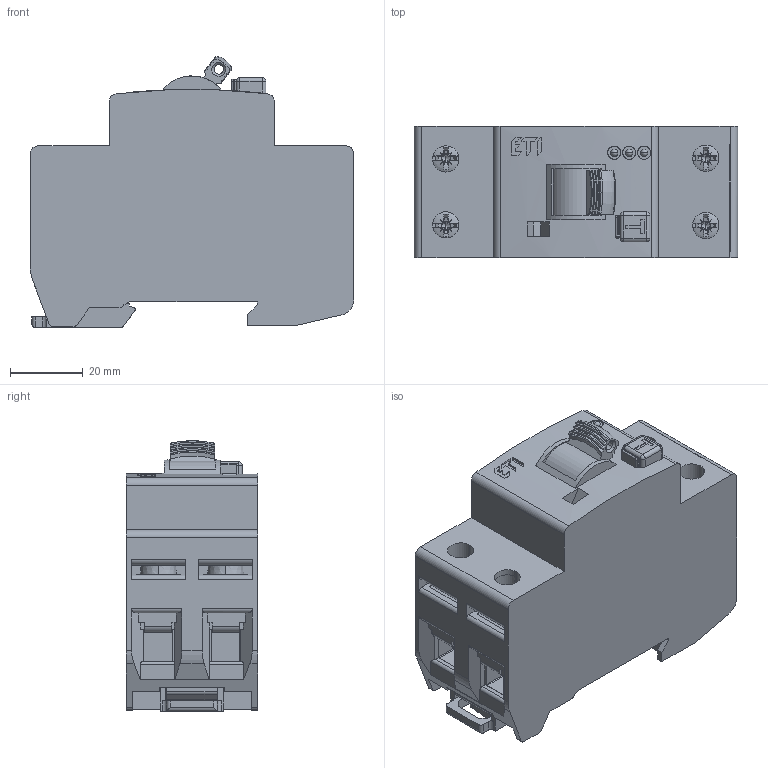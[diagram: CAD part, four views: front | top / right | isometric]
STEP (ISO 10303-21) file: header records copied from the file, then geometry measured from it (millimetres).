
FILE_DESCRIPTION((''),'2;1');
FILE_NAME('002172401_KZS-2M-EDI_ASM','2022-11-24T08:04:10',('klemen.sitar'),('Audax d.o.o.'),'CREO PARAMETRIC BY PTC INC, 2021304','CREO PARAMETRIC BY PTC INC, 2021304','');
FILE_SCHEMA(('AP242_MANAGED_MODEL_BASED_3D_ENGINEERING_MIM_LF { 1 0 10303 442 1 1 4 }'));
Products named in the file (6): KZS-2M2P-EDI_ETI_1_1_2_3_1_1_1; KZS-2M2P-EDI_ETI_1_1_2_3_1_2_1; KZS-2M2P-EDI_ETI_1_1_2_3_1_3_1; OPEN_CASCADE_STEP_TRANSLATOR-41; P1; 002172401_KZS-2M-EDI_ASM
Assembly tree (5 placements, depth 2):
  002172401_KZS-2M-EDI_ASM
    KZS-2M2P-EDI_ETI_1_1_2_3_1_1_1
    KZS-2M2P-EDI_ETI_1_1_2_3_1_2_1
    KZS-2M2P-EDI_ETI_1_1_2_3_1_3_1
    OPEN_CASCADE_STEP_TRANSLATOR-41
    P1
Bounding box: 88.65 x 36 x 74.18 mm (x, y, z)
Surface area: 58785.6 mm2
Topology: 5 solids, 25 shells, 1625 faces, 4822 edges, 3203 vertices
Faces by surface type: plane 1053, cylinder 388, cone 104, torus 38, sphere 30, bspline 12
Entity records: 68785 total; most frequent: CARTESIAN_POINT 12977, ORIENTED_EDGE 9584, DIRECTION 8498, EDGE_CURVE 4792, VERTEX_POINT 3203, VECTOR 2902, LINE 2902, AXIS2_PLACEMENT_3D 2798
